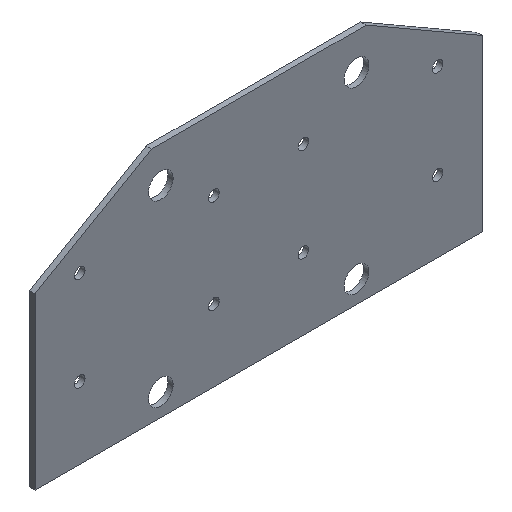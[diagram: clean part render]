
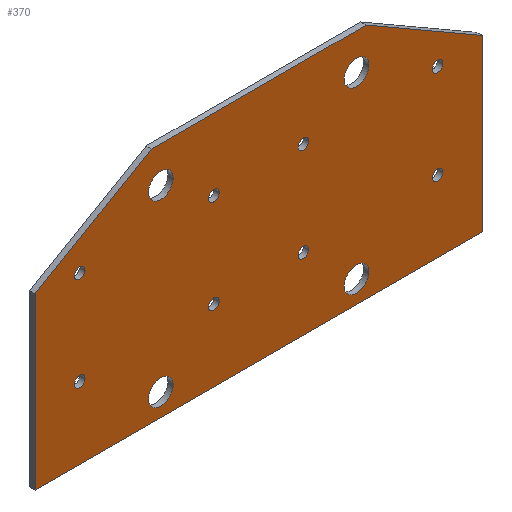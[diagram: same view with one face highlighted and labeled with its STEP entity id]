
A CAD part, isometric view. The second image highlights one B-rep face of the part: STEP entity #370.
In plain terms, the highlighted planar face has unit normal (0, -1, 0).
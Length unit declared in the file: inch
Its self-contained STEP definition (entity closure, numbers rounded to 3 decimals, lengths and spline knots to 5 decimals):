
#27=FACE_BOUND('',#109,.T.);
#28=FACE_BOUND('',#110,.T.);
#29=FACE_BOUND('',#111,.T.);
#30=FACE_BOUND('',#112,.T.);
#31=FACE_BOUND('',#113,.T.);
#32=FACE_BOUND('',#114,.T.);
#33=FACE_BOUND('',#115,.T.);
#34=FACE_BOUND('',#116,.T.);
#35=FACE_BOUND('',#117,.T.);
#36=FACE_BOUND('',#118,.T.);
#37=FACE_BOUND('',#119,.T.);
#38=FACE_BOUND('',#120,.T.);
#63=CIRCLE('',#411,0.05906);
#64=CIRCLE('',#412,0.05906);
#65=CIRCLE('',#413,0.05906);
#66=CIRCLE('',#414,0.05906);
#67=CIRCLE('',#415,0.05906);
#68=CIRCLE('',#416,0.05906);
#69=CIRCLE('',#417,0.05906);
#70=CIRCLE('',#418,0.05906);
#71=CIRCLE('',#419,0.1378);
#72=CIRCLE('',#420,0.1378);
#73=CIRCLE('',#421,0.1378);
#74=CIRCLE('',#422,0.1378);
#88=FACE_OUTER_BOUND('',#108,.T.);
#108=EDGE_LOOP('',(#281,#282,#283,#284,#285,#286));
#109=EDGE_LOOP('',(#287));
#110=EDGE_LOOP('',(#288));
#111=EDGE_LOOP('',(#289));
#112=EDGE_LOOP('',(#290));
#113=EDGE_LOOP('',(#291));
#114=EDGE_LOOP('',(#292));
#115=EDGE_LOOP('',(#293));
#116=EDGE_LOOP('',(#294));
#117=EDGE_LOOP('',(#295));
#118=EDGE_LOOP('',(#296));
#119=EDGE_LOOP('',(#297));
#120=EDGE_LOOP('',(#298));
#165=LINE('',#569,#183);
#167=LINE('',#573,#185);
#168=LINE('',#575,#186);
#169=LINE('',#577,#187);
#170=LINE('',#579,#188);
#171=LINE('',#580,#189);
#183=VECTOR('',#459,0.3937);
#185=VECTOR('',#463,0.3937);
#186=VECTOR('',#464,0.3937);
#187=VECTOR('',#465,0.3937);
#188=VECTOR('',#466,0.3937);
#189=VECTOR('',#467,0.3937);
#201=VERTEX_POINT('',#566);
#202=VERTEX_POINT('',#568);
#203=VERTEX_POINT('',#572);
#204=VERTEX_POINT('',#574);
#205=VERTEX_POINT('',#576);
#206=VERTEX_POINT('',#578);
#207=VERTEX_POINT('',#581);
#208=VERTEX_POINT('',#583);
#209=VERTEX_POINT('',#585);
#210=VERTEX_POINT('',#587);
#211=VERTEX_POINT('',#589);
#212=VERTEX_POINT('',#591);
#213=VERTEX_POINT('',#593);
#214=VERTEX_POINT('',#595);
#215=VERTEX_POINT('',#597);
#216=VERTEX_POINT('',#599);
#217=VERTEX_POINT('',#601);
#218=VERTEX_POINT('',#603);
#237=EDGE_CURVE('',#201,#202,#165,.T.);
#239=EDGE_CURVE('',#201,#203,#167,.T.);
#240=EDGE_CURVE('',#204,#203,#168,.T.);
#241=EDGE_CURVE('',#204,#205,#169,.T.);
#242=EDGE_CURVE('',#205,#206,#170,.T.);
#243=EDGE_CURVE('',#206,#202,#171,.T.);
#244=EDGE_CURVE('',#207,#207,#63,.T.);
#245=EDGE_CURVE('',#208,#208,#64,.T.);
#246=EDGE_CURVE('',#209,#209,#65,.T.);
#247=EDGE_CURVE('',#210,#210,#66,.T.);
#248=EDGE_CURVE('',#211,#211,#67,.T.);
#249=EDGE_CURVE('',#212,#212,#68,.T.);
#250=EDGE_CURVE('',#213,#213,#69,.T.);
#251=EDGE_CURVE('',#214,#214,#70,.T.);
#252=EDGE_CURVE('',#215,#215,#71,.T.);
#253=EDGE_CURVE('',#216,#216,#72,.T.);
#254=EDGE_CURVE('',#217,#217,#73,.T.);
#255=EDGE_CURVE('',#218,#218,#74,.T.);
#281=ORIENTED_EDGE('',*,*,#237,.F.);
#282=ORIENTED_EDGE('',*,*,#239,.T.);
#283=ORIENTED_EDGE('',*,*,#240,.F.);
#284=ORIENTED_EDGE('',*,*,#241,.T.);
#285=ORIENTED_EDGE('',*,*,#242,.T.);
#286=ORIENTED_EDGE('',*,*,#243,.T.);
#287=ORIENTED_EDGE('',*,*,#244,.T.);
#288=ORIENTED_EDGE('',*,*,#245,.T.);
#289=ORIENTED_EDGE('',*,*,#246,.T.);
#290=ORIENTED_EDGE('',*,*,#247,.T.);
#291=ORIENTED_EDGE('',*,*,#248,.T.);
#292=ORIENTED_EDGE('',*,*,#249,.T.);
#293=ORIENTED_EDGE('',*,*,#250,.T.);
#294=ORIENTED_EDGE('',*,*,#251,.T.);
#295=ORIENTED_EDGE('',*,*,#252,.T.);
#296=ORIENTED_EDGE('',*,*,#253,.T.);
#297=ORIENTED_EDGE('',*,*,#254,.T.);
#298=ORIENTED_EDGE('',*,*,#255,.T.);
#362=PLANE('',#410);
#370=ADVANCED_FACE('',(#88,#27,#28,#29,#30,#31,#32,#33,#34,#35,#36,#37,
#38),#362,.T.);
#410=AXIS2_PLACEMENT_3D('',#571,#461,#462);
#411=AXIS2_PLACEMENT_3D('',#582,#468,#469);
#412=AXIS2_PLACEMENT_3D('',#584,#470,#471);
#413=AXIS2_PLACEMENT_3D('',#586,#472,#473);
#414=AXIS2_PLACEMENT_3D('',#588,#474,#475);
#415=AXIS2_PLACEMENT_3D('',#590,#476,#477);
#416=AXIS2_PLACEMENT_3D('',#592,#478,#479);
#417=AXIS2_PLACEMENT_3D('',#594,#480,#481);
#418=AXIS2_PLACEMENT_3D('',#596,#482,#483);
#419=AXIS2_PLACEMENT_3D('',#598,#484,#485);
#420=AXIS2_PLACEMENT_3D('',#600,#486,#487);
#421=AXIS2_PLACEMENT_3D('',#602,#488,#489);
#422=AXIS2_PLACEMENT_3D('',#604,#490,#491);
#459=DIRECTION('',(0.866,0.,-0.5));
#461=DIRECTION('center_axis',(0.,-1.,0.));
#462=DIRECTION('ref_axis',(0.,0.,-1.));
#463=DIRECTION('',(-1.,0.,0.));
#464=DIRECTION('',(0.866,0.,0.5));
#465=DIRECTION('',(0.,0.,-1.));
#466=DIRECTION('',(1.,0.,0.));
#467=DIRECTION('',(0.,0.,1.));
#468=DIRECTION('center_axis',(0.,1.,0.));
#469=DIRECTION('ref_axis',(1.,0.,0.));
#470=DIRECTION('center_axis',(0.,1.,0.));
#471=DIRECTION('ref_axis',(1.,0.,0.));
#472=DIRECTION('center_axis',(0.,1.,0.));
#473=DIRECTION('ref_axis',(1.,0.,0.));
#474=DIRECTION('center_axis',(0.,1.,0.));
#475=DIRECTION('ref_axis',(1.,0.,0.));
#476=DIRECTION('center_axis',(0.,1.,0.));
#477=DIRECTION('ref_axis',(1.,0.,0.));
#478=DIRECTION('center_axis',(0.,1.,0.));
#479=DIRECTION('ref_axis',(1.,0.,0.));
#480=DIRECTION('center_axis',(0.,1.,0.));
#481=DIRECTION('ref_axis',(1.,0.,0.));
#482=DIRECTION('center_axis',(0.,1.,0.));
#483=DIRECTION('ref_axis',(1.,0.,0.));
#484=DIRECTION('center_axis',(0.,1.,0.));
#485=DIRECTION('ref_axis',(1.,0.,0.));
#486=DIRECTION('center_axis',(0.,1.,0.));
#487=DIRECTION('ref_axis',(1.,0.,0.));
#488=DIRECTION('center_axis',(0.,1.,0.));
#489=DIRECTION('ref_axis',(1.,0.,0.));
#490=DIRECTION('center_axis',(0.,1.,0.));
#491=DIRECTION('ref_axis',(1.,0.,0.));
#566=CARTESIAN_POINT('',(1.20096,-0.03,1.325));
#568=CARTESIAN_POINT('',(2.5,-0.03,0.575));
#569=CARTESIAN_POINT('',(1.36223,-0.03,1.23189));
#571=CARTESIAN_POINT('Origin',(0.,-0.03,0.));
#572=CARTESIAN_POINT('',(-1.20096,-0.03,1.325));
#573=CARTESIAN_POINT('',(2.5,-0.03,1.325));
#574=CARTESIAN_POINT('',(-2.5,-0.03,0.575));
#575=CARTESIAN_POINT('',(-1.36223,-0.03,1.23189));
#576=CARTESIAN_POINT('',(-2.5,-0.03,-1.325));
#577=CARTESIAN_POINT('',(-2.5,-0.03,1.325));
#578=CARTESIAN_POINT('',(2.5,-0.03,-1.325));
#579=CARTESIAN_POINT('',(-2.5,-0.03,-1.325));
#580=CARTESIAN_POINT('',(2.5,-0.03,-1.325));
#581=CARTESIAN_POINT('',(-0.55906,-0.03,0.525));
#582=CARTESIAN_POINT('Origin',(-0.5,-0.03,0.525));
#583=CARTESIAN_POINT('',(1.94094,-0.03,0.525));
#584=CARTESIAN_POINT('Origin',(2.,-0.03,0.525));
#585=CARTESIAN_POINT('',(0.44094,-0.03,-0.525));
#586=CARTESIAN_POINT('Origin',(0.5,-0.03,-0.525));
#587=CARTESIAN_POINT('',(-2.05906,-0.03,-0.525));
#588=CARTESIAN_POINT('Origin',(-2.,-0.03,-0.525));
#589=CARTESIAN_POINT('',(-0.55906,-0.03,-0.525));
#590=CARTESIAN_POINT('Origin',(-0.5,-0.03,-0.525));
#591=CARTESIAN_POINT('',(1.94094,-0.03,-0.525));
#592=CARTESIAN_POINT('Origin',(2.,-0.03,-0.525));
#593=CARTESIAN_POINT('',(0.44094,-0.03,0.525));
#594=CARTESIAN_POINT('Origin',(0.5,-0.03,0.525));
#595=CARTESIAN_POINT('',(-2.05906,-0.03,0.525));
#596=CARTESIAN_POINT('Origin',(-2.,-0.03,0.525));
#597=CARTESIAN_POINT('',(1.2313,-0.03,-1.07891));
#598=CARTESIAN_POINT('Origin',(1.0935,-0.03,-1.07891));
#599=CARTESIAN_POINT('',(-0.95571,-0.03,0.92109));
#600=CARTESIAN_POINT('Origin',(-1.09351,-0.03,0.92109));
#601=CARTESIAN_POINT('',(-0.95571,-0.03,-1.07891));
#602=CARTESIAN_POINT('Origin',(-1.09351,-0.03,-1.07891));
#603=CARTESIAN_POINT('',(1.2313,-0.03,0.92109));
#604=CARTESIAN_POINT('Origin',(1.0935,-0.03,0.92109));
